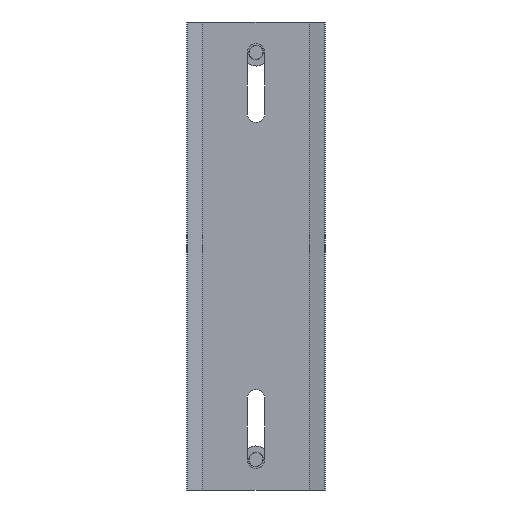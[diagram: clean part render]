
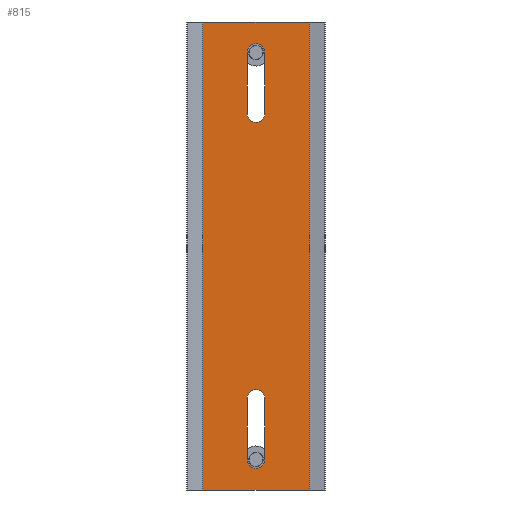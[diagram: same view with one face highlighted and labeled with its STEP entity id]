
A CAD part, front view. The second image highlights one B-rep face of the part: STEP entity #815.
In plain terms, the highlighted planar face has unit normal (0, -1, 0).
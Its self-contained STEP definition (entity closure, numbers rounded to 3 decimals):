
#62 = DIRECTION ( 'NONE',  ( 1., 0., 0. ) ) ;
#69 = LINE ( 'NONE', #1991, #1201 ) ;
#70 = CARTESIAN_POINT ( 'NONE',  ( -2.25, 0., -36.25 ) ) ;
#88 = LINE ( 'NONE', #1378, #1397 ) ;
#91 = VECTOR ( 'NONE', #1344, 1000. ) ;
#109 = CARTESIAN_POINT ( 'NONE',  ( -13.5, 0., -59.5 ) ) ;
#121 = VECTOR ( 'NONE', #206, 1000. ) ;
#141 = VERTEX_POINT ( 'NONE', #674 ) ;
#161 = VECTOR ( 'NONE', #1009, 1000. ) ;
#163 = DIRECTION ( 'NONE',  ( -1., 0., 0. ) ) ;
#178 = ORIENTED_EDGE ( 'NONE', *, *, #930, .T. ) ;
#206 = DIRECTION ( 'NONE',  ( 0., 0., -1. ) ) ;
#237 = ORIENTED_EDGE ( 'NONE', *, *, #560, .T. ) ;
#263 = CARTESIAN_POINT ( 'NONE',  ( 2.25, 0., 51.75 ) ) ;
#267 = DIRECTION ( 'NONE',  ( 0., 0., -1. ) ) ;
#273 = CARTESIAN_POINT ( 'NONE',  ( 2.25, 0., 51.75 ) ) ;
#281 = EDGE_LOOP ( 'NONE', ( #178, #1620, #1454, #1678 ) ) ;
#294 = CARTESIAN_POINT ( 'NONE',  ( 13.5, 0., 59.5 ) ) ;
#318 = DIRECTION ( 'NONE',  ( 0., 0., 1. ) ) ;
#330 = DIRECTION ( 'NONE',  ( -1., 0., 0. ) ) ;
#434 = DIRECTION ( 'NONE',  ( 0., 1., 0. ) ) ;
#466 = DIRECTION ( 'NONE',  ( 0., 1., 0. ) ) ;
#486 = DIRECTION ( 'NONE',  ( 0., 1., 0. ) ) ;
#495 = DIRECTION ( 'NONE',  ( 0., 1., 0. ) ) ;
#549 = DIRECTION ( 'NONE',  ( 0., 0., -1. ) ) ;
#558 = ORIENTED_EDGE ( 'NONE', *, *, #906, .T. ) ;
#560 = EDGE_CURVE ( 'NONE', #1789, #966, #1040, .T. ) ;
#575 = VERTEX_POINT ( 'NONE', #704 ) ;
#590 = CARTESIAN_POINT ( 'NONE',  ( 0., 0., -36.25 ) ) ;
#596 = EDGE_CURVE ( 'NONE', #1230, #966, #1672, .T. ) ;
#626 = EDGE_CURVE ( 'NONE', #1661, #1933, #1268, .T. ) ;
#637 = EDGE_CURVE ( 'NONE', #1769, #1679, #1236, .T. ) ;
#663 = VECTOR ( 'NONE', #62, 1000. ) ;
#674 = CARTESIAN_POINT ( 'NONE',  ( -2.25, 0., -51.75 ) ) ;
#686 = CIRCLE ( 'NONE', #1393, 2.25 ) ;
#699 = LINE ( 'NONE', #1189, #91 ) ;
#704 = CARTESIAN_POINT ( 'NONE',  ( -13.5, 0., 59.5 ) ) ;
#725 = CARTESIAN_POINT ( 'NONE',  ( -13.5, 0., 59.5 ) ) ;
#767 = VECTOR ( 'NONE', #1895, 1000. ) ;
#777 = EDGE_CURVE ( 'NONE', #1679, #1252, #901, .T. ) ;
#815 = ADVANCED_FACE ( 'NONE', ( #1936, #1754, #1961 ), #1764, .F. ) ;
#825 = AXIS2_PLACEMENT_3D ( 'NONE', #1917, #486, #318 ) ;
#845 = CARTESIAN_POINT ( 'NONE',  ( 2.25, 0., -36.25 ) ) ;
#856 = VECTOR ( 'NONE', #267, 1000. ) ;
#869 = CARTESIAN_POINT ( 'NONE',  ( -2.25, 0., -51.75 ) ) ;
#882 = CARTESIAN_POINT ( 'NONE',  ( -11.7, 0., -59.5 ) ) ;
#893 = EDGE_CURVE ( 'NONE', #141, #1661, #1829, .T. ) ;
#901 = CIRCLE ( 'NONE', #2046, 2.25 ) ;
#906 = EDGE_CURVE ( 'NONE', #1252, #1826, #699, .T. ) ;
#908 = ORIENTED_EDGE ( 'NONE', *, *, #637, .T. ) ;
#930 = EDGE_CURVE ( 'NONE', #1933, #1953, #69, .T. ) ;
#966 = VERTEX_POINT ( 'NONE', #1175 ) ;
#971 = ORIENTED_EDGE ( 'NONE', *, *, #1534, .T. ) ;
#1009 = DIRECTION ( 'NONE',  ( 0., 0., 1. ) ) ;
#1040 = LINE ( 'NONE', #882, #663 ) ;
#1094 = ORIENTED_EDGE ( 'NONE', *, *, #596, .F. ) ;
#1152 = CARTESIAN_POINT ( 'NONE',  ( 0., 0., 51.75 ) ) ;
#1175 = CARTESIAN_POINT ( 'NONE',  ( 13.5, 0., -59.5 ) ) ;
#1177 = EDGE_CURVE ( 'NONE', #1953, #141, #686, .T. ) ;
#1189 = CARTESIAN_POINT ( 'NONE',  ( -2.25, 0., 51.75 ) ) ;
#1201 = VECTOR ( 'NONE', #549, 1000. ) ;
#1230 = VERTEX_POINT ( 'NONE', #294 ) ;
#1236 = LINE ( 'NONE', #263, #767 ) ;
#1252 = VERTEX_POINT ( 'NONE', #1925 ) ;
#1262 = ORIENTED_EDGE ( 'NONE', *, *, #777, .T. ) ;
#1268 = CIRCLE ( 'NONE', #1916, 2.25 ) ;
#1286 = CARTESIAN_POINT ( 'NONE',  ( 2.25, 0., -51.75 ) ) ;
#1344 = DIRECTION ( 'NONE',  ( 0., 0., 1. ) ) ;
#1374 = EDGE_LOOP ( 'NONE', ( #237, #1094, #1421, #971 ) ) ;
#1378 = CARTESIAN_POINT ( 'NONE',  ( -11.7, 0., 59.5 ) ) ;
#1393 = AXIS2_PLACEMENT_3D ( 'NONE', #1444, #495, #2069 ) ;
#1397 = VECTOR ( 'NONE', #1684, 1000. ) ;
#1421 = ORIENTED_EDGE ( 'NONE', *, *, #1617, .F. ) ;
#1444 = CARTESIAN_POINT ( 'NONE',  ( 0., 0., -51.75 ) ) ;
#1454 = ORIENTED_EDGE ( 'NONE', *, *, #893, .T. ) ;
#1480 = DIRECTION ( 'NONE',  ( 0., 1., 0. ) ) ;
#1496 = CIRCLE ( 'NONE', #2008, 2.25 ) ;
#1534 = EDGE_CURVE ( 'NONE', #575, #1789, #1695, .T. ) ;
#1540 = CARTESIAN_POINT ( 'NONE',  ( 2.25, 0., 36.25 ) ) ;
#1616 = CARTESIAN_POINT ( 'NONE',  ( 0., 0., 36.25 ) ) ;
#1617 = EDGE_CURVE ( 'NONE', #575, #1230, #88, .T. ) ;
#1620 = ORIENTED_EDGE ( 'NONE', *, *, #1177, .T. ) ;
#1650 = CARTESIAN_POINT ( 'NONE',  ( 13.5, 0., 59.5 ) ) ;
#1654 = EDGE_LOOP ( 'NONE', ( #558, #1852, #908, #1262 ) ) ;
#1661 = VERTEX_POINT ( 'NONE', #70 ) ;
#1672 = LINE ( 'NONE', #1650, #121 ) ;
#1678 = ORIENTED_EDGE ( 'NONE', *, *, #626, .T. ) ;
#1679 = VERTEX_POINT ( 'NONE', #1540 ) ;
#1684 = DIRECTION ( 'NONE',  ( 1., 0., 0. ) ) ;
#1695 = LINE ( 'NONE', #725, #856 ) ;
#1723 = DIRECTION ( 'NONE',  ( 1., 0., 0. ) ) ;
#1754 = FACE_BOUND ( 'NONE', #1654, .T. ) ;
#1764 = PLANE ( 'NONE',  #825 ) ;
#1769 = VERTEX_POINT ( 'NONE', #273 ) ;
#1789 = VERTEX_POINT ( 'NONE', #109 ) ;
#1826 = VERTEX_POINT ( 'NONE', #2050 ) ;
#1829 = LINE ( 'NONE', #869, #161 ) ;
#1852 = ORIENTED_EDGE ( 'NONE', *, *, #1928, .T. ) ;
#1895 = DIRECTION ( 'NONE',  ( 0., 0., -1. ) ) ;
#1916 = AXIS2_PLACEMENT_3D ( 'NONE', #590, #434, #1723 ) ;
#1917 = CARTESIAN_POINT ( 'NONE',  ( -11.7, 0., 59.5 ) ) ;
#1925 = CARTESIAN_POINT ( 'NONE',  ( -2.25, 0., 36.25 ) ) ;
#1928 = EDGE_CURVE ( 'NONE', #1826, #1769, #1496, .T. ) ;
#1933 = VERTEX_POINT ( 'NONE', #845 ) ;
#1936 = FACE_BOUND ( 'NONE', #281, .T. ) ;
#1953 = VERTEX_POINT ( 'NONE', #1286 ) ;
#1961 = FACE_OUTER_BOUND ( 'NONE', #1374, .T. ) ;
#1991 = CARTESIAN_POINT ( 'NONE',  ( 2.25, 0., -51.75 ) ) ;
#2008 = AXIS2_PLACEMENT_3D ( 'NONE', #1152, #1480, #163 ) ;
#2046 = AXIS2_PLACEMENT_3D ( 'NONE', #1616, #466, #330 ) ;
#2050 = CARTESIAN_POINT ( 'NONE',  ( -2.25, 0., 51.75 ) ) ;
#2069 = DIRECTION ( 'NONE',  ( 1., 0., 0. ) ) ;
